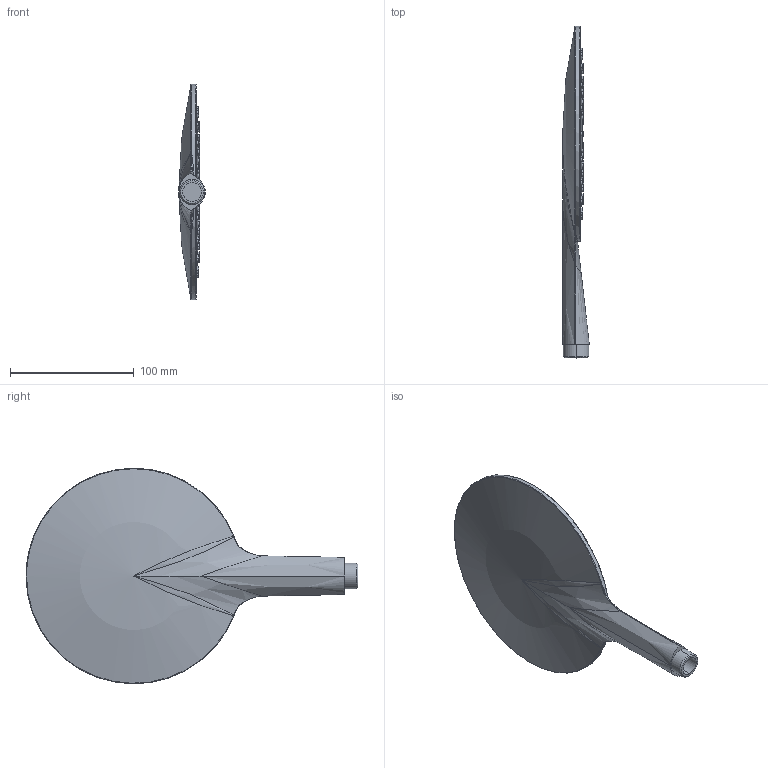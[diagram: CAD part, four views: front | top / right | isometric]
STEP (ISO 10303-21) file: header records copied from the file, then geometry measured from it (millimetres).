
FILE_DESCRIPTION((''),'2;1');
FILE_NAME('4071912CR','2021-05-07T10:01:51',('ut3'),('PAFFONI SpA'),'CREO PARAMETRIC BY PTC INC, 2020044','CREO PARAMETRIC BY PTC INC, 2020044','');
FILE_SCHEMA(('CONFIG_CONTROL_DESIGN','SHAPE_APPEARANCE_LAYERS_GROUPS'));
Length unit declared in the file: millimetre
Products named in the file (1): 4071912CR
Bounding box: 21.5 x 268 x 174 mm (x, y, z)
Surface area: 60522.3 mm2 (no closed solid volume)
Topology: 0 solids, 1 shells, 772 faces, 2041 edges, 1441 vertices
Faces by surface type: cylinder 370, plane 274, sphere 95, bspline 26, torus 5, cone 2
Entity records: 35616 total; most frequent: CARTESIAN_POINT 10327, ORIENTED_EDGE 4072, DIRECTION 3770, PRESENTATION_STYLE_ASSIGNMENT 2046, STYLED_ITEM 2037, CURVE_STYLE 2036, EDGE_CURVE 2036, AXIS2_PLACEMENT_3D 1515
